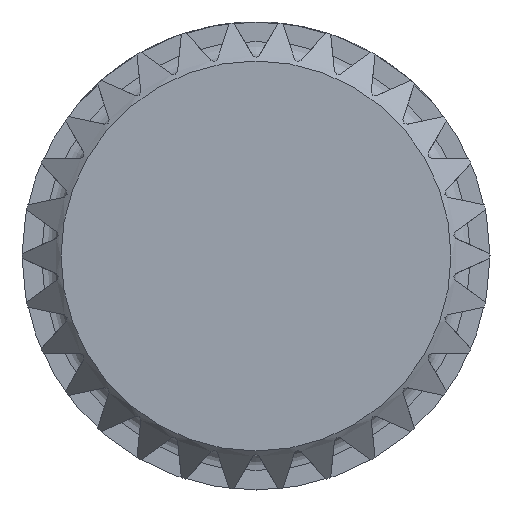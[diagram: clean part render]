
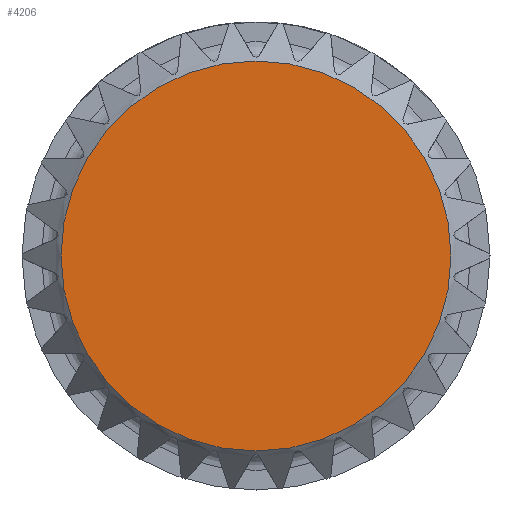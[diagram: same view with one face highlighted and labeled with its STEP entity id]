
A CAD part, front view. The second image highlights one B-rep face of the part: STEP entity #4206.
In plain terms, the highlighted planar face has unit normal (0, -1, 0).
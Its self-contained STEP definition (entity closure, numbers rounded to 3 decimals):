
#705=PLANE('',#4619);
#913=CIRCLE('',#4620,5.);
#1139=FACE_OUTER_BOUND('',#1370,.T.);
#1370=EDGE_LOOP('',(#3784));
#1975=VERTEX_POINT('',#8594);
#2622=EDGE_CURVE('',#1975,#1975,#913,.T.);
#3784=ORIENTED_EDGE('',*,*,#2622,.F.);
#4206=ADVANCED_FACE('',(#1139),#705,.T.);
#4619=AXIS2_PLACEMENT_3D('',#8593,#5679,#5680);
#4620=AXIS2_PLACEMENT_3D('',#8595,#5681,#5682);
#5679=DIRECTION('center_axis',(0.,-1.,0.));
#5680=DIRECTION('ref_axis',(0.,0.,-1.));
#5681=DIRECTION('center_axis',(0.,1.,0.));
#5682=DIRECTION('ref_axis',(0.,0.,1.));
#8593=CARTESIAN_POINT('Origin',(0.,-92.155,2.5));
#8594=CARTESIAN_POINT('',(0.,-92.155,5.));
#8595=CARTESIAN_POINT('Origin',(0.,-92.155,0.));
